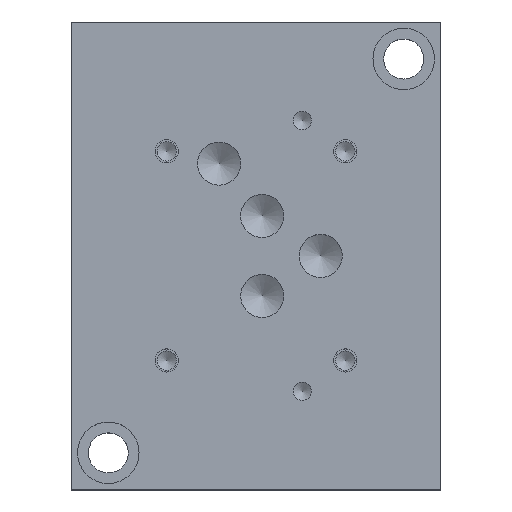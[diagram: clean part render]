
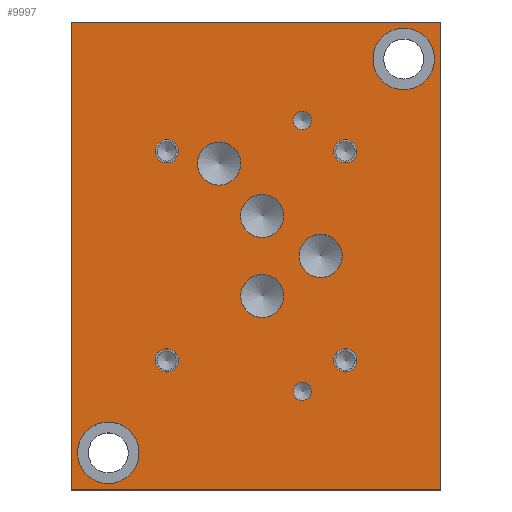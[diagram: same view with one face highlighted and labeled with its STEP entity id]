
A CAD part, top view. The second image highlights one B-rep face of the part: STEP entity #9997.
In plain terms, the highlighted planar face has unit normal (0, 0, 1).
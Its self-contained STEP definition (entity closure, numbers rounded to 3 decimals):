
#110=CIRCLE('',#10403,7.938);
#111=CIRCLE('',#10404,7.938);
#116=CIRCLE('',#10412,7.938);
#117=CIRCLE('',#10413,7.938);
#121=CIRCLE('',#10420,2.388);
#122=CIRCLE('',#10421,2.388);
#125=CIRCLE('',#10426,2.388);
#126=CIRCLE('',#10427,2.388);
#129=CIRCLE('',#10432,5.556);
#130=CIRCLE('',#10433,5.556);
#133=CIRCLE('',#10438,5.556);
#134=CIRCLE('',#10439,5.556);
#137=CIRCLE('',#10444,5.563);
#138=CIRCLE('',#10445,5.563);
#141=CIRCLE('',#10450,5.563);
#142=CIRCLE('',#10451,5.563);
#148=CIRCLE('',#10460,2.997);
#149=CIRCLE('',#10461,2.997);
#155=CIRCLE('',#10471,2.997);
#156=CIRCLE('',#10472,2.997);
#162=CIRCLE('',#10482,2.997);
#163=CIRCLE('',#10483,2.997);
#169=CIRCLE('',#10493,2.997);
#170=CIRCLE('',#10494,2.997);
#227=FACE_BOUND('',#1671,.T.);
#228=FACE_BOUND('',#1672,.T.);
#229=FACE_BOUND('',#1673,.T.);
#230=FACE_BOUND('',#1674,.T.);
#231=FACE_BOUND('',#1675,.T.);
#232=FACE_BOUND('',#1676,.T.);
#233=FACE_BOUND('',#1677,.T.);
#234=FACE_BOUND('',#1678,.T.);
#235=FACE_BOUND('',#1679,.T.);
#236=FACE_BOUND('',#1680,.T.);
#237=FACE_BOUND('',#1681,.T.);
#238=FACE_BOUND('',#1682,.T.);
#1111=FACE_OUTER_BOUND('',#1670,.T.);
#1670=EDGE_LOOP('',(#8703,#8704,#8705,#8706));
#1671=EDGE_LOOP('',(#8707,#8708));
#1672=EDGE_LOOP('',(#8709,#8710));
#1673=EDGE_LOOP('',(#8711,#8712));
#1674=EDGE_LOOP('',(#8713,#8714));
#1675=EDGE_LOOP('',(#8715,#8716));
#1676=EDGE_LOOP('',(#8717,#8718));
#1677=EDGE_LOOP('',(#8719,#8720));
#1678=EDGE_LOOP('',(#8721,#8722));
#1679=EDGE_LOOP('',(#8723,#8724));
#1680=EDGE_LOOP('',(#8725,#8726));
#1681=EDGE_LOOP('',(#8727,#8728));
#1682=EDGE_LOOP('',(#8729,#8730));
#1783=LINE('',#12830,#2794);
#1830=LINE('',#13175,#2841);
#2013=LINE('',#14572,#3024);
#2696=LINE('',#16888,#3707);
#2794=VECTOR('',#10667,10.);
#2841=VECTOR('',#10750,10.);
#3024=VECTOR('',#11033,10.);
#3707=VECTOR('',#12484,10.);
#3784=VERTEX_POINT('',#12827);
#3785=VERTEX_POINT('',#12829);
#3841=VERTEX_POINT('',#13174);
#4045=VERTEX_POINT('',#14571);
#4568=VERTEX_POINT('',#16693);
#4569=VERTEX_POINT('',#16694);
#4574=VERTEX_POINT('',#16710);
#4575=VERTEX_POINT('',#16711);
#4580=VERTEX_POINT('',#16727);
#4581=VERTEX_POINT('',#16728);
#4585=VERTEX_POINT('',#16740);
#4586=VERTEX_POINT('',#16741);
#4590=VERTEX_POINT('',#16753);
#4591=VERTEX_POINT('',#16754);
#4595=VERTEX_POINT('',#16766);
#4596=VERTEX_POINT('',#16767);
#4600=VERTEX_POINT('',#16779);
#4601=VERTEX_POINT('',#16780);
#4605=VERTEX_POINT('',#16792);
#4606=VERTEX_POINT('',#16793);
#4613=VERTEX_POINT('',#16812);
#4614=VERTEX_POINT('',#16813);
#4621=VERTEX_POINT('',#16834);
#4622=VERTEX_POINT('',#16835);
#4629=VERTEX_POINT('',#16856);
#4630=VERTEX_POINT('',#16857);
#4637=VERTEX_POINT('',#16878);
#4638=VERTEX_POINT('',#16879);
#4752=EDGE_CURVE('',#3785,#3784,#1783,.T.);
#4833=EDGE_CURVE('',#3841,#3785,#1830,.T.);
#5138=EDGE_CURVE('',#4045,#3841,#2013,.T.);
#5914=EDGE_CURVE('',#4568,#4569,#110,.T.);
#5915=EDGE_CURVE('',#4569,#4568,#111,.T.);
#5922=EDGE_CURVE('',#4574,#4575,#116,.T.);
#5923=EDGE_CURVE('',#4575,#4574,#117,.T.);
#5930=EDGE_CURVE('',#4580,#4581,#121,.T.);
#5931=EDGE_CURVE('',#4581,#4580,#122,.T.);
#5936=EDGE_CURVE('',#4585,#4586,#125,.T.);
#5937=EDGE_CURVE('',#4586,#4585,#126,.T.);
#5942=EDGE_CURVE('',#4590,#4591,#129,.T.);
#5943=EDGE_CURVE('',#4591,#4590,#130,.T.);
#5948=EDGE_CURVE('',#4595,#4596,#133,.T.);
#5949=EDGE_CURVE('',#4596,#4595,#134,.T.);
#5954=EDGE_CURVE('',#4600,#4601,#137,.T.);
#5955=EDGE_CURVE('',#4601,#4600,#138,.T.);
#5960=EDGE_CURVE('',#4605,#4606,#141,.T.);
#5961=EDGE_CURVE('',#4606,#4605,#142,.T.);
#5969=EDGE_CURVE('',#4613,#4614,#148,.T.);
#5970=EDGE_CURVE('',#4614,#4613,#149,.T.);
#5979=EDGE_CURVE('',#4621,#4622,#155,.T.);
#5980=EDGE_CURVE('',#4622,#4621,#156,.T.);
#5989=EDGE_CURVE('',#4629,#4630,#162,.T.);
#5990=EDGE_CURVE('',#4630,#4629,#163,.T.);
#5999=EDGE_CURVE('',#4637,#4638,#169,.T.);
#6000=EDGE_CURVE('',#4638,#4637,#170,.T.);
#6004=EDGE_CURVE('',#3784,#4045,#2696,.T.);
#8703=ORIENTED_EDGE('',*,*,#4833,.T.);
#8704=ORIENTED_EDGE('',*,*,#4752,.T.);
#8705=ORIENTED_EDGE('',*,*,#6004,.T.);
#8706=ORIENTED_EDGE('',*,*,#5138,.T.);
#8707=ORIENTED_EDGE('',*,*,#5914,.T.);
#8708=ORIENTED_EDGE('',*,*,#5915,.T.);
#8709=ORIENTED_EDGE('',*,*,#5922,.T.);
#8710=ORIENTED_EDGE('',*,*,#5923,.T.);
#8711=ORIENTED_EDGE('',*,*,#5930,.T.);
#8712=ORIENTED_EDGE('',*,*,#5931,.T.);
#8713=ORIENTED_EDGE('',*,*,#5936,.T.);
#8714=ORIENTED_EDGE('',*,*,#5937,.T.);
#8715=ORIENTED_EDGE('',*,*,#5942,.T.);
#8716=ORIENTED_EDGE('',*,*,#5943,.T.);
#8717=ORIENTED_EDGE('',*,*,#5948,.T.);
#8718=ORIENTED_EDGE('',*,*,#5949,.T.);
#8719=ORIENTED_EDGE('',*,*,#5954,.T.);
#8720=ORIENTED_EDGE('',*,*,#5955,.T.);
#8721=ORIENTED_EDGE('',*,*,#5960,.T.);
#8722=ORIENTED_EDGE('',*,*,#5961,.T.);
#8723=ORIENTED_EDGE('',*,*,#5969,.T.);
#8724=ORIENTED_EDGE('',*,*,#5970,.T.);
#8725=ORIENTED_EDGE('',*,*,#5979,.T.);
#8726=ORIENTED_EDGE('',*,*,#5980,.T.);
#8727=ORIENTED_EDGE('',*,*,#5989,.T.);
#8728=ORIENTED_EDGE('',*,*,#5990,.T.);
#8729=ORIENTED_EDGE('',*,*,#5999,.T.);
#8730=ORIENTED_EDGE('',*,*,#6000,.T.);
#9067=PLANE('',#10500);
#9997=ADVANCED_FACE('',(#1111,#227,#228,#229,#230,#231,#232,#233,#234,#235,
#236,#237,#238),#9067,.T.);
#10403=AXIS2_PLACEMENT_3D('',#16695,#12265,#12266);
#10404=AXIS2_PLACEMENT_3D('',#16696,#12267,#12268);
#10412=AXIS2_PLACEMENT_3D('',#16712,#12285,#12286);
#10413=AXIS2_PLACEMENT_3D('',#16713,#12287,#12288);
#10420=AXIS2_PLACEMENT_3D('',#16729,#12304,#12305);
#10421=AXIS2_PLACEMENT_3D('',#16730,#12306,#12307);
#10426=AXIS2_PLACEMENT_3D('',#16742,#12318,#12319);
#10427=AXIS2_PLACEMENT_3D('',#16743,#12320,#12321);
#10432=AXIS2_PLACEMENT_3D('',#16755,#12332,#12333);
#10433=AXIS2_PLACEMENT_3D('',#16756,#12334,#12335);
#10438=AXIS2_PLACEMENT_3D('',#16768,#12346,#12347);
#10439=AXIS2_PLACEMENT_3D('',#16769,#12348,#12349);
#10444=AXIS2_PLACEMENT_3D('',#16781,#12360,#12361);
#10445=AXIS2_PLACEMENT_3D('',#16782,#12362,#12363);
#10450=AXIS2_PLACEMENT_3D('',#16794,#12374,#12375);
#10451=AXIS2_PLACEMENT_3D('',#16795,#12376,#12377);
#10460=AXIS2_PLACEMENT_3D('',#16814,#12396,#12397);
#10461=AXIS2_PLACEMENT_3D('',#16815,#12398,#12399);
#10471=AXIS2_PLACEMENT_3D('',#16836,#12421,#12422);
#10472=AXIS2_PLACEMENT_3D('',#16837,#12423,#12424);
#10482=AXIS2_PLACEMENT_3D('',#16858,#12446,#12447);
#10483=AXIS2_PLACEMENT_3D('',#16859,#12448,#12449);
#10493=AXIS2_PLACEMENT_3D('',#16880,#12471,#12472);
#10494=AXIS2_PLACEMENT_3D('',#16881,#12473,#12474);
#10500=AXIS2_PLACEMENT_3D('',#16891,#12489,#12490);
#10667=DIRECTION('',(0.,1.,0.));
#10750=DIRECTION('',(1.,0.,0.));
#11033=DIRECTION('',(0.,-1.,0.));
#12265=DIRECTION('center_axis',(0.,0.,-1.));
#12266=DIRECTION('ref_axis',(1.,0.,0.));
#12267=DIRECTION('center_axis',(0.,0.,-1.));
#12268=DIRECTION('ref_axis',(1.,0.,0.));
#12285=DIRECTION('center_axis',(0.,0.,-1.));
#12286=DIRECTION('ref_axis',(1.,0.,0.));
#12287=DIRECTION('center_axis',(0.,0.,-1.));
#12288=DIRECTION('ref_axis',(1.,0.,0.));
#12304=DIRECTION('center_axis',(0.,0.,-1.));
#12305=DIRECTION('ref_axis',(1.,0.,0.));
#12306=DIRECTION('center_axis',(0.,0.,-1.));
#12307=DIRECTION('ref_axis',(1.,0.,0.));
#12318=DIRECTION('center_axis',(0.,0.,-1.));
#12319=DIRECTION('ref_axis',(1.,0.,0.));
#12320=DIRECTION('center_axis',(0.,0.,-1.));
#12321=DIRECTION('ref_axis',(1.,0.,0.));
#12332=DIRECTION('center_axis',(0.,0.,-1.));
#12333=DIRECTION('ref_axis',(1.,0.,0.));
#12334=DIRECTION('center_axis',(0.,0.,-1.));
#12335=DIRECTION('ref_axis',(1.,0.,0.));
#12346=DIRECTION('center_axis',(0.,0.,-1.));
#12347=DIRECTION('ref_axis',(1.,0.,0.));
#12348=DIRECTION('center_axis',(0.,0.,-1.));
#12349=DIRECTION('ref_axis',(1.,0.,0.));
#12360=DIRECTION('center_axis',(0.,0.,-1.));
#12361=DIRECTION('ref_axis',(1.,0.,0.));
#12362=DIRECTION('center_axis',(0.,0.,-1.));
#12363=DIRECTION('ref_axis',(1.,0.,0.));
#12374=DIRECTION('center_axis',(0.,0.,-1.));
#12375=DIRECTION('ref_axis',(1.,0.,0.));
#12376=DIRECTION('center_axis',(0.,0.,-1.));
#12377=DIRECTION('ref_axis',(1.,0.,0.));
#12396=DIRECTION('center_axis',(0.,0.,-1.));
#12397=DIRECTION('ref_axis',(1.,0.,0.));
#12398=DIRECTION('center_axis',(0.,0.,-1.));
#12399=DIRECTION('ref_axis',(1.,0.,0.));
#12421=DIRECTION('center_axis',(0.,0.,-1.));
#12422=DIRECTION('ref_axis',(1.,0.,0.));
#12423=DIRECTION('center_axis',(0.,0.,-1.));
#12424=DIRECTION('ref_axis',(1.,0.,0.));
#12446=DIRECTION('center_axis',(0.,0.,-1.));
#12447=DIRECTION('ref_axis',(1.,0.,0.));
#12448=DIRECTION('center_axis',(0.,0.,-1.));
#12449=DIRECTION('ref_axis',(1.,0.,0.));
#12471=DIRECTION('center_axis',(0.,0.,-1.));
#12472=DIRECTION('ref_axis',(1.,0.,0.));
#12473=DIRECTION('center_axis',(0.,0.,-1.));
#12474=DIRECTION('ref_axis',(1.,0.,0.));
#12484=DIRECTION('',(-1.,0.,0.));
#12489=DIRECTION('center_axis',(0.,0.,1.));
#12490=DIRECTION('ref_axis',(1.,0.,0.));
#12827=CARTESIAN_POINT('',(95.25,120.65,44.45));
#12829=CARTESIAN_POINT('',(95.25,0.,44.45));
#12830=CARTESIAN_POINT('',(95.25,0.,44.45));
#13174=CARTESIAN_POINT('',(0.,0.,44.45));
#13175=CARTESIAN_POINT('',(0.,0.,44.45));
#14571=CARTESIAN_POINT('',(0.,120.65,44.45));
#14572=CARTESIAN_POINT('',(0.,120.65,44.45));
#16693=CARTESIAN_POINT('',(93.663,111.125,44.45));
#16694=CARTESIAN_POINT('',(77.788,111.125,44.45));
#16695=CARTESIAN_POINT('Origin',(85.725,111.125,44.45));
#16696=CARTESIAN_POINT('Origin',(85.725,111.125,44.45));
#16710=CARTESIAN_POINT('',(17.463,9.525,44.45));
#16711=CARTESIAN_POINT('',(1.588,9.525,44.45));
#16712=CARTESIAN_POINT('Origin',(9.525,9.525,44.45));
#16713=CARTESIAN_POINT('Origin',(9.525,9.525,44.45));
#16727=CARTESIAN_POINT('',(61.951,95.237,44.45));
#16728=CARTESIAN_POINT('',(57.175,95.237,44.45));
#16729=CARTESIAN_POINT('Origin',(59.563,95.237,44.45));
#16730=CARTESIAN_POINT('Origin',(59.563,95.237,44.45));
#16740=CARTESIAN_POINT('',(61.951,25.387,44.45));
#16741=CARTESIAN_POINT('',(57.175,25.387,44.45));
#16742=CARTESIAN_POINT('Origin',(59.563,25.387,44.45));
#16743=CARTESIAN_POINT('Origin',(59.563,25.387,44.45));
#16753=CARTESIAN_POINT('',(54.781,70.63,44.45));
#16754=CARTESIAN_POINT('',(43.669,70.63,44.45));
#16755=CARTESIAN_POINT('Origin',(49.225,70.63,44.45));
#16756=CARTESIAN_POINT('Origin',(49.225,70.63,44.45));
#16766=CARTESIAN_POINT('',(54.787,49.995,44.45));
#16767=CARTESIAN_POINT('',(43.674,49.995,44.45));
#16768=CARTESIAN_POINT('Origin',(49.23,49.995,44.45));
#16769=CARTESIAN_POINT('Origin',(49.23,49.995,44.45));
#16779=CARTESIAN_POINT('',(69.875,60.312,44.45));
#16780=CARTESIAN_POINT('',(58.75,60.312,44.45));
#16781=CARTESIAN_POINT('Origin',(64.313,60.312,44.45));
#16782=CARTESIAN_POINT('Origin',(64.313,60.312,44.45));
#16792=CARTESIAN_POINT('',(43.683,84.125,44.45));
#16793=CARTESIAN_POINT('',(32.558,84.125,44.45));
#16794=CARTESIAN_POINT('Origin',(38.12,84.125,44.45));
#16795=CARTESIAN_POINT('Origin',(38.12,84.125,44.45));
#16812=CARTESIAN_POINT('',(73.66,33.338,44.45));
#16813=CARTESIAN_POINT('',(67.666,33.338,44.45));
#16814=CARTESIAN_POINT('Origin',(70.663,33.338,44.45));
#16815=CARTESIAN_POINT('Origin',(70.663,33.338,44.45));
#16834=CARTESIAN_POINT('',(27.61,87.325,44.45));
#16835=CARTESIAN_POINT('',(21.615,87.325,44.45));
#16836=CARTESIAN_POINT('Origin',(24.613,87.325,44.45));
#16837=CARTESIAN_POINT('Origin',(24.613,87.325,44.45));
#16856=CARTESIAN_POINT('',(73.66,87.313,44.45));
#16857=CARTESIAN_POINT('',(67.666,87.313,44.45));
#16858=CARTESIAN_POINT('Origin',(70.663,87.313,44.45));
#16859=CARTESIAN_POINT('Origin',(70.663,87.313,44.45));
#16878=CARTESIAN_POINT('',(27.623,33.338,44.45));
#16879=CARTESIAN_POINT('',(21.628,33.338,44.45));
#16880=CARTESIAN_POINT('Origin',(24.625,33.338,44.45));
#16881=CARTESIAN_POINT('Origin',(24.625,33.338,44.45));
#16888=CARTESIAN_POINT('',(95.25,120.65,44.45));
#16891=CARTESIAN_POINT('Origin',(47.625,60.325,44.45));
